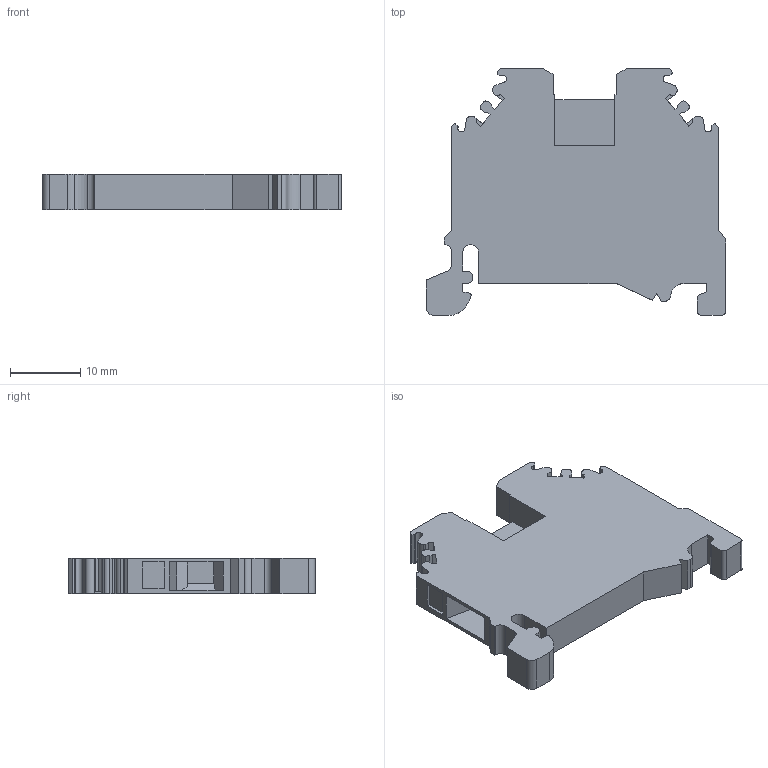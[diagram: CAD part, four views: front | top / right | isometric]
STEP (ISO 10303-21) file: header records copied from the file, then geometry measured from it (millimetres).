
FILE_DESCRIPTION(/* description */ ('Unknown'),/* implementation_level */ '2;1');
FILE_NAME(/* name */ 'SCT2.5_GY_3D',/* time_stamp */ '2019-10-09T13:23:36+06:00',/* author */ ('Unknown'),/* organization */ ('Unknown'),/* preprocessor_version */ 'ST-DEVELOPER v16.7',/* originating_system */ 'DEX',/* authorisation */ $);
FILE_SCHEMA (('AUTOMOTIVE_DESIGN {1 0 10303 214 3 1 1}'));
Length unit declared in the file: millimetre
Products named in the file (1): SCT2.5
Bounding box: 42.5 x 35 x 5 mm (x, y, z)
Volume: 4651.7 mm3; surface area: 3722.4 mm2
Topology: 1 solids, 1 shells, 176 faces, 499 edges, 332 vertices
Faces by surface type: plane 143, cylinder 33
Entity records: 5683 total; most frequent: CARTESIAN_POINT 1008, ORIENTED_EDGE 998, DIRECTION 919, EDGE_CURVE 499, LINE 433, VECTOR 433, VERTEX_POINT 332, AXIS2_PLACEMENT_3D 243
